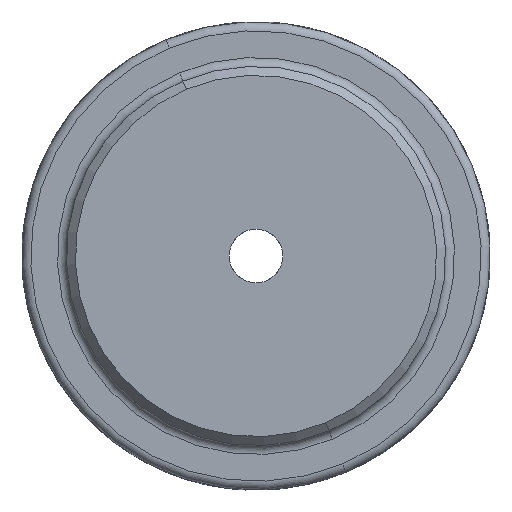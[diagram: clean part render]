
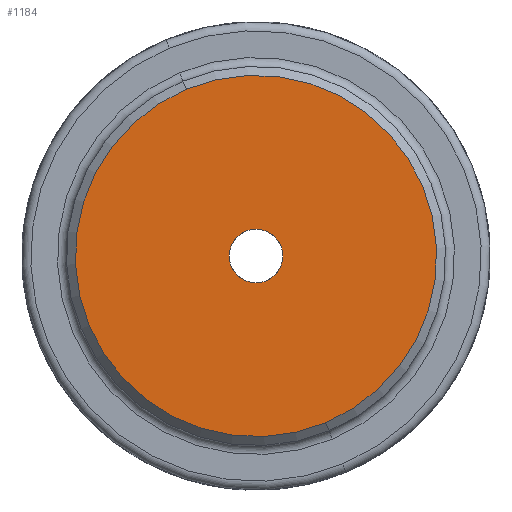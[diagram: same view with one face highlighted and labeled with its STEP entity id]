
A CAD part, left-side view. The second image highlights one B-rep face of the part: STEP entity #1184.
In plain terms, the highlighted face is planar.
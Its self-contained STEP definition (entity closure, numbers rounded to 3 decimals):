
#480=CARTESIAN_POINT('',(0.,0.,0.));
#481=DIRECTION('',(0.,0.,1.));
#482=DIRECTION('',(-1.,0.,0.));
#483=AXIS2_PLACEMENT_3D('',#480,#481,#482);
#489=CARTESIAN_POINT('',(0.,0.,0.));
#490=DIRECTION('',(0.,0.,1.));
#491=DIRECTION('',(1.,0.,0.));
#492=AXIS2_PLACEMENT_3D('',#489,#490,#491);
#503=CARTESIAN_POINT('',(0.,0.,0.));
#504=DIRECTION('',(0.,0.,1.));
#505=DIRECTION('',(-1.,0.,0.));
#506=AXIS2_PLACEMENT_3D('',#503,#504,#505);
#508=CARTESIAN_POINT('',(0.,0.,0.));
#509=DIRECTION('',(0.,0.,1.));
#510=DIRECTION('',(1.,0.,0.));
#511=AXIS2_PLACEMENT_3D('',#508,#509,#510);
#567=CARTESIAN_POINT('',(40.5,0.,0.));
#568=CARTESIAN_POINT('',(-40.5,0.,0.));
#569=VERTEX_POINT('',#567);
#570=VERTEX_POINT('',#568);
#597=CARTESIAN_POINT('',(6.,0.,0.));
#598=CARTESIAN_POINT('',(-6.,0.,0.));
#599=VERTEX_POINT('',#597);
#600=VERTEX_POINT('',#598);
#1169=CARTESIAN_POINT('',(0.,0.,0.));
#1170=DIRECTION('',(0.,0.,1.));
#1171=DIRECTION('',(1.,0.,0.));
#1172=AXIS2_PLACEMENT_3D('',#1169,#1170,#1171);
#1173=PLANE('',#1172);
#1175=ORIENTED_EDGE('',*,*,#1174,.T.);
#1177=ORIENTED_EDGE('',*,*,#1176,.T.);
#1178=EDGE_LOOP('',(#1175,#1177));
#1179=FACE_OUTER_BOUND('',#1178,.F.);
#1180=ORIENTED_EDGE('',*,*,#1162,.F.);
#1181=ORIENTED_EDGE('',*,*,#1149,.F.);
#1182=EDGE_LOOP('',(#1180,#1181));
#1183=FACE_BOUND('',#1182,.F.);
#1184=ADVANCED_FACE('',(#1179,#1183),#1173,.F.);
#484=CIRCLE('',#483,6.);
#493=CIRCLE('',#492,6.);
#507=CIRCLE('',#506,40.5);
#512=CIRCLE('',#511,40.5);
#1149=EDGE_CURVE('',#600,#599,#484,.T.);
#1162=EDGE_CURVE('',#599,#600,#493,.T.);
#1174=EDGE_CURVE('',#570,#569,#507,.T.);
#1176=EDGE_CURVE('',#569,#570,#512,.T.);
